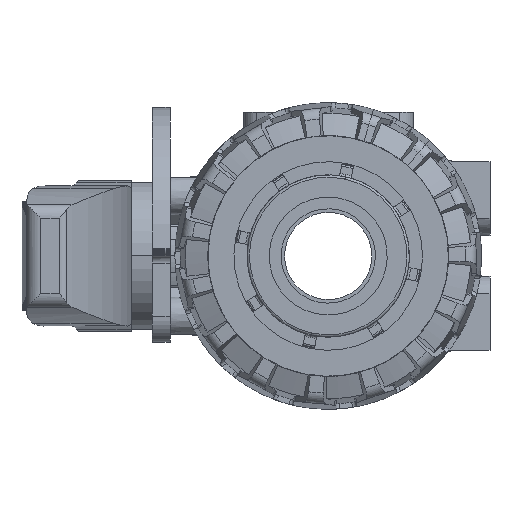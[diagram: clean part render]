
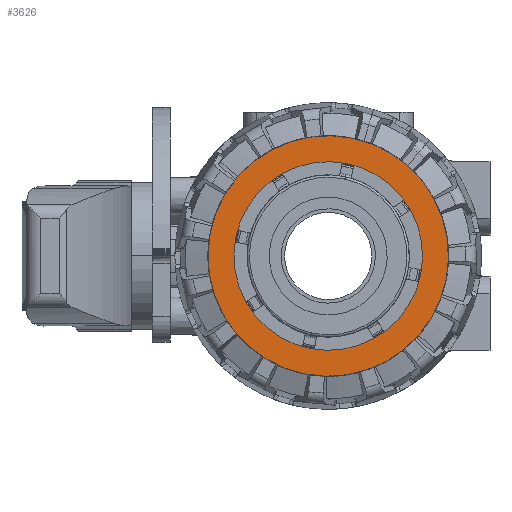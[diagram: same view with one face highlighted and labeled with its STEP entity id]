
A CAD part, left-side view. The second image highlights one B-rep face of the part: STEP entity #3626.
In plain terms, the highlighted planar face has unit normal (-1, 0, 0).
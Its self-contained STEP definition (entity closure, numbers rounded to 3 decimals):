
#3626=ADVANCED_FACE('',(#8312,#8313),#8314,.T.);
#8312=FACE_OUTER_BOUND('',#14183,.T.);
#8313=FACE_BOUND('',#14184,.T.);
#8314=PLANE('',#14185);
#14183=EDGE_LOOP('',(#25189,#25190));
#14184=EDGE_LOOP('',(#25191,#25192));
#14185=AXIS2_PLACEMENT_3D('',#25193,#25194,#25195);
#25189=ORIENTED_EDGE('',*,*,#38378,.T.);
#25190=ORIENTED_EDGE('',*,*,#36680,.T.);
#25191=ORIENTED_EDGE('',*,*,#36677,.T.);
#25192=ORIENTED_EDGE('',*,*,#38393,.T.);
#25193=CARTESIAN_POINT('',(-48.8,-9.592,-8.4));
#25194=DIRECTION('',(-1.0,0.0,0.0));
#25195=DIRECTION('',(0.0,0.752,0.659));
#36677=EDGE_CURVE('',#44426,#44430,#44432,.T.);
#36680=EDGE_CURVE('',#44436,#44434,#44437,.T.);
#38378=EDGE_CURVE('',#44434,#44436,#46952,.T.);
#38393=EDGE_CURVE('',#44430,#44426,#46972,.T.);
#44426=VERTEX_POINT('',#56687);
#44430=VERTEX_POINT('',#56692);
#44432=CIRCLE('',#56695,20.0);
#44434=VERTEX_POINT('',#56697);
#44436=VERTEX_POINT('',#56700);
#44437=CIRCLE('',#56701,25.5);
#46952=CIRCLE('',#62830,25.5);
#46972=CIRCLE('',#62881,20.0);
#56687=CARTESIAN_POINT('',(-48.8,-13.177,15.046));
#56692=CARTESIAN_POINT('',(-48.8,13.177,-15.046));
#56695=AXIS2_PLACEMENT_3D('',#77640,#77641,#77642);
#56697=CARTESIAN_POINT('',(-48.8,-19.183,-16.8));
#56700=CARTESIAN_POINT('',(-48.8,19.183,16.8));
#56701=AXIS2_PLACEMENT_3D('',#77644,#77645,#77646);
#62830=AXIS2_PLACEMENT_3D('',#79530,#79531,#79532);
#62881=AXIS2_PLACEMENT_3D('',#79543,#79544,#79545);
#77640=CARTESIAN_POINT('',(-48.8,0.0,0.0));
#77641=DIRECTION('',(1.0,0.0,0.0));
#77642=DIRECTION('',(0.0,-0.659,0.752));
#77644=CARTESIAN_POINT('',(-48.8,0.0,0.0));
#77645=DIRECTION('',(-1.0,-0.0,0.0));
#77646=DIRECTION('',(0.0,-0.752,-0.659));
#79530=CARTESIAN_POINT('',(-48.8,0.0,0.0));
#79531=DIRECTION('',(-1.0,-0.0,0.0));
#79532=DIRECTION('',(0.0,-0.752,-0.659));
#79543=CARTESIAN_POINT('',(-48.8,0.0,0.0));
#79544=DIRECTION('',(1.0,0.0,0.0));
#79545=DIRECTION('',(0.0,-0.659,0.752));
